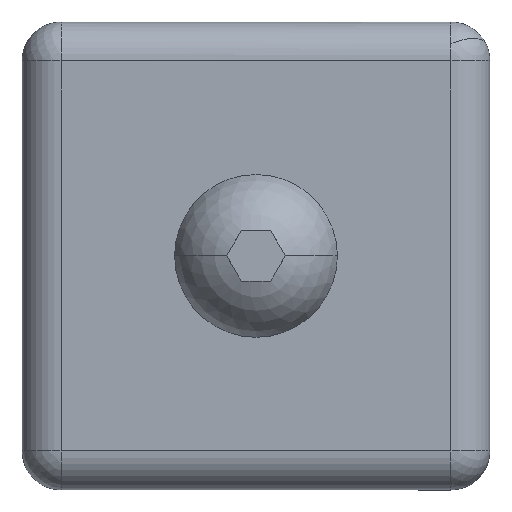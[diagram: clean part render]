
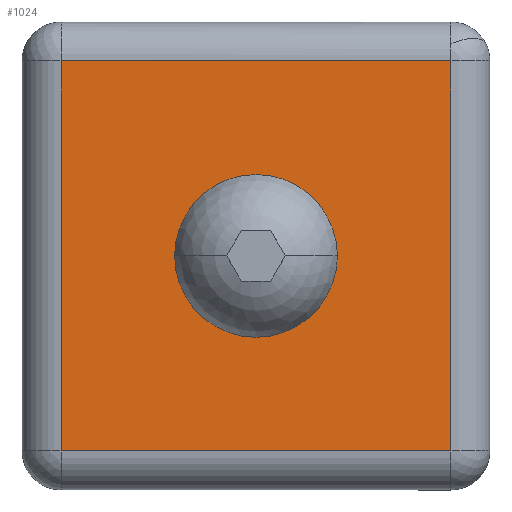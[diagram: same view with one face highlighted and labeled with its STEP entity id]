
A CAD part, top view. The second image highlights one B-rep face of the part: STEP entity #1024.
In plain terms, the highlighted planar face has unit normal (0, 0, 1).
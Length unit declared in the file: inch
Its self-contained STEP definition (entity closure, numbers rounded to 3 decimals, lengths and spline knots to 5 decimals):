
#450=CARTESIAN_POINT('',(0.75,0.32788,0.188));
#451=VERTEX_POINT('',#450);
#460=CARTESIAN_POINT('',(0.75,-0.01588,0.188));
#461=VERTEX_POINT('',#460);
#462=CARTESIAN_POINT('',(0.75,0.156,0.188));
#463=DIRECTION('',(0.0,0.0,-1.0));
#464=DIRECTION('',(0.0,1.0,0.0));
#465=AXIS2_PLACEMENT_3D('',#462,#463,#464);
#466=CIRCLE('',#465,0.17188);
#467=EDGE_CURVE('',#461,#451,#466,.T.);
#665=CARTESIAN_POINT('',(1.375,-0.469,0.188));
#666=VERTEX_POINT('',#665);
#690=CARTESIAN_POINT('',(1.375,0.781,0.188));
#691=VERTEX_POINT('',#690);
#755=CARTESIAN_POINT('',(1.375,0.781,0.188));
#756=DIRECTION('',(0.0,-1.0,0.0));
#757=VECTOR('',#756,1.25);
#758=LINE('',#755,#757);
#759=EDGE_CURVE('',#691,#666,#758,.T.);
#806=CARTESIAN_POINT('',(0.75,0.156,0.188));
#807=DIRECTION('',(0.0,0.0,-1.0));
#808=DIRECTION('',(0.0,1.0,0.0));
#809=AXIS2_PLACEMENT_3D('',#806,#807,#808);
#810=CIRCLE('',#809,0.17188);
#811=EDGE_CURVE('',#451,#461,#810,.T.);
#829=CARTESIAN_POINT('',(0.125,0.781,0.188));
#830=VERTEX_POINT('',#829);
#838=CARTESIAN_POINT('',(0.125,0.781,0.188));
#839=DIRECTION('',(1.0,0.0,0.0));
#840=VECTOR('',#839,1.25);
#841=LINE('',#838,#840);
#842=EDGE_CURVE('',#830,#691,#841,.T.);
#873=CARTESIAN_POINT('',(0.125,-0.469,0.188));
#874=VERTEX_POINT('',#873);
#956=CARTESIAN_POINT('',(0.125,-0.469,0.188));
#957=DIRECTION('',(0.0,1.0,0.0));
#958=VECTOR('',#957,1.25);
#959=LINE('',#956,#958);
#960=EDGE_CURVE('',#874,#830,#959,.T.);
#992=CARTESIAN_POINT('',(1.375,-0.469,0.188));
#993=DIRECTION('',(-1.0,0.0,0.0));
#994=VECTOR('',#993,1.25);
#995=LINE('',#992,#994);
#996=EDGE_CURVE('',#666,#874,#995,.T.);
#1009=CARTESIAN_POINT('',(3.0,0.906,0.188));
#1010=DIRECTION('',(0.0,0.0,1.0));
#1011=DIRECTION('',(1.0,0.0,0.0));
#1012=AXIS2_PLACEMENT_3D('',#1009,#1010,#1011);
#1013=PLANE('',#1012);
#1014=ORIENTED_EDGE('',*,*,#842,.F.);
#1015=ORIENTED_EDGE('',*,*,#960,.F.);
#1016=ORIENTED_EDGE('',*,*,#996,.F.);
#1017=ORIENTED_EDGE('',*,*,#759,.F.);
#1018=EDGE_LOOP('',(#1014,#1015,#1016,#1017));
#1019=FACE_OUTER_BOUND('',#1018,.T.);
#1020=ORIENTED_EDGE('',*,*,#811,.T.);
#1021=ORIENTED_EDGE('',*,*,#467,.T.);
#1022=EDGE_LOOP('',(#1020,#1021));
#1023=FACE_BOUND('',#1022,.T.);
#1024=ADVANCED_FACE('',(#1019,#1023),#1013,.T.);
